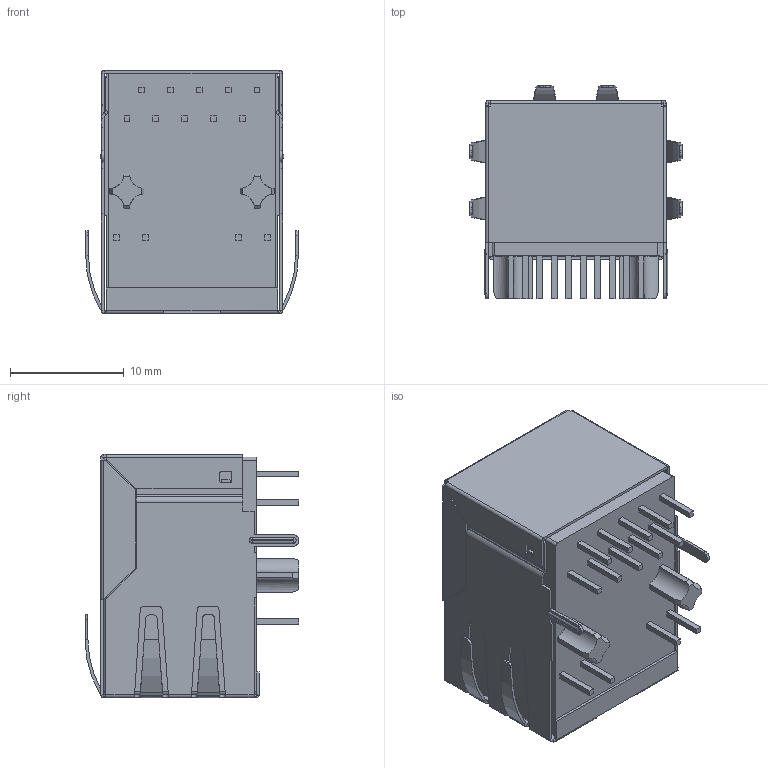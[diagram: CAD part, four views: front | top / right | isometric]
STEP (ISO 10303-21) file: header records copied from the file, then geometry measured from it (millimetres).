
FILE_DESCRIPTION (( 'STEP AP214' ), '1' );
FILE_NAME ('JXD0-0001NL.STEP', '2018-07-07T07:36:46', ( '' ), ( '' ), 'SwSTEP 2.0', 'SolidWorks 2017', '' );
FILE_SCHEMA (( 'AUTOMOTIVE_DESIGN' ));
Length unit declared in the file: millimetre
Products named in the file (1): JXD0-0001NL
Bounding box: 18.67 x 18.76 x 21.35 mm (x, y, z)
Volume: 2457.8 mm3; surface area: 5325.6 mm2
Topology: 30 solids, 30 shells, 662 faces, 1559 edges, 944 vertices
Faces by surface type: plane 472, cylinder 132, bspline 50, torus 4, sphere 4
Entity records: 19484 total; most frequent: CARTESIAN_POINT 4400, ORIENTED_EDGE 3110, DIRECTION 2841, EDGE_CURVE 1555, LINE 1239, VECTOR 1239, VERTEX_POINT 944, AXIS2_PLACEMENT_3D 801
